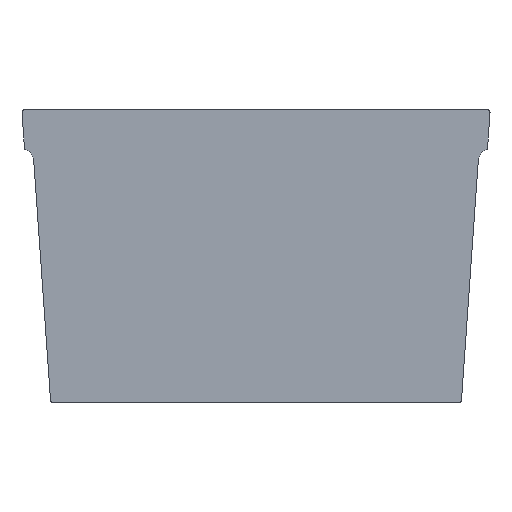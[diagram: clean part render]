
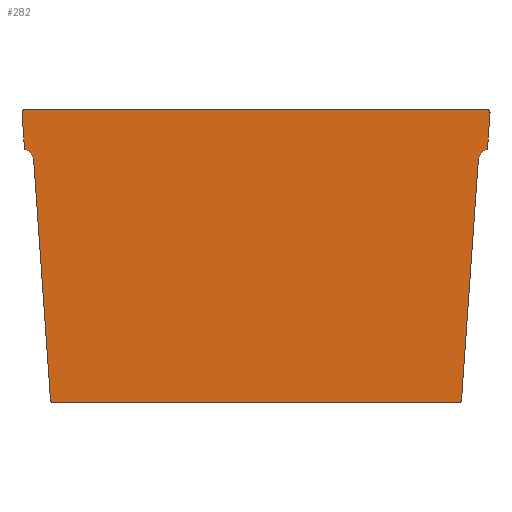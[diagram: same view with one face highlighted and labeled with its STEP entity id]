
A CAD part, left-side view. The second image highlights one B-rep face of the part: STEP entity #282.
In plain terms, the highlighted planar face has unit normal (-1, 0, 0).
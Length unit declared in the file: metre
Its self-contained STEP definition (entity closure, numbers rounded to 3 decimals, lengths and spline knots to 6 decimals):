
#20=LINE('',#442,#46);
#21=LINE('',#446,#47);
#22=LINE('',#450,#48);
#23=LINE('',#456,#49);
#24=LINE('',#460,#50);
#25=LINE('',#464,#51);
#46=VECTOR('',#351,1.);
#47=VECTOR('',#354,1.);
#48=VECTOR('',#357,1.);
#49=VECTOR('',#362,1.);
#50=VECTOR('',#365,1.);
#51=VECTOR('',#368,1.);
#72=ORIENTED_EDGE('',*,*,#156,.T.);
#73=ORIENTED_EDGE('',*,*,#157,.T.);
#74=ORIENTED_EDGE('',*,*,#158,.F.);
#75=ORIENTED_EDGE('',*,*,#159,.T.);
#76=ORIENTED_EDGE('',*,*,#160,.F.);
#77=ORIENTED_EDGE('',*,*,#161,.T.);
#78=ORIENTED_EDGE('',*,*,#162,.F.);
#79=ORIENTED_EDGE('',*,*,#163,.T.);
#80=ORIENTED_EDGE('',*,*,#164,.T.);
#81=ORIENTED_EDGE('',*,*,#165,.T.);
#82=ORIENTED_EDGE('',*,*,#166,.T.);
#83=ORIENTED_EDGE('',*,*,#167,.T.);
#84=ORIENTED_EDGE('',*,*,#168,.T.);
#85=ORIENTED_EDGE('',*,*,#169,.T.);
#156=EDGE_CURVE('',#198,#199,#226,.T.);
#157=EDGE_CURVE('',#199,#200,#227,.F.);
#158=EDGE_CURVE('',#201,#200,#20,.T.);
#159=EDGE_CURVE('',#201,#202,#228,.F.);
#160=EDGE_CURVE('',#203,#202,#21,.T.);
#161=EDGE_CURVE('',#203,#204,#229,.F.);
#162=EDGE_CURVE('',#205,#204,#22,.T.);
#163=EDGE_CURVE('',#205,#206,#230,.F.);
#164=EDGE_CURVE('',#206,#207,#231,.T.);
#165=EDGE_CURVE('',#207,#208,#23,.T.);
#166=EDGE_CURVE('',#208,#209,#232,.F.);
#167=EDGE_CURVE('',#209,#210,#24,.T.);
#168=EDGE_CURVE('',#210,#211,#233,.F.);
#169=EDGE_CURVE('',#211,#198,#25,.T.);
#198=VERTEX_POINT('',#438);
#199=VERTEX_POINT('',#439);
#200=VERTEX_POINT('',#441);
#201=VERTEX_POINT('',#443);
#202=VERTEX_POINT('',#445);
#203=VERTEX_POINT('',#447);
#204=VERTEX_POINT('',#449);
#205=VERTEX_POINT('',#451);
#206=VERTEX_POINT('',#453);
#207=VERTEX_POINT('',#455);
#208=VERTEX_POINT('',#457);
#209=VERTEX_POINT('',#459);
#210=VERTEX_POINT('',#461);
#211=VERTEX_POINT('',#463);
#226=CIRCLE('',#312,0.0044);
#227=CIRCLE('',#313,0.0005);
#228=CIRCLE('',#314,0.001);
#229=CIRCLE('',#315,0.001);
#230=CIRCLE('',#316,0.0005);
#231=CIRCLE('',#317,0.0044);
#232=CIRCLE('',#318,0.001);
#233=CIRCLE('',#319,0.001);
#242=EDGE_LOOP('',(#72,#73,#74,#75,#76,#77,#78,#79,#80,#81,#82,#83,#84,
#85));
#258=FACE_BOUND('',#242,.T.);
#274=PLANE('',#311);
#282=ADVANCED_FACE('',(#258),#274,.F.);
#311=AXIS2_PLACEMENT_3D('',#436,#345,#346);
#312=AXIS2_PLACEMENT_3D('',#437,#347,#348);
#313=AXIS2_PLACEMENT_3D('',#440,#349,#350);
#314=AXIS2_PLACEMENT_3D('',#444,#352,#353);
#315=AXIS2_PLACEMENT_3D('',#448,#355,#356);
#316=AXIS2_PLACEMENT_3D('',#452,#358,#359);
#317=AXIS2_PLACEMENT_3D('',#454,#360,#361);
#318=AXIS2_PLACEMENT_3D('',#458,#363,#364);
#319=AXIS2_PLACEMENT_3D('',#462,#366,#367);
#345=DIRECTION('',(1.,0.,0.));
#346=DIRECTION('',(0.,1.,0.));
#347=DIRECTION('',(1.,0.,0.));
#348=DIRECTION('',(0.,0.,-1.));
#349=DIRECTION('',(1.,0.,0.));
#350=DIRECTION('',(0.,0.,-1.));
#351=DIRECTION('',(0.,0.07,-0.998));
#352=DIRECTION('',(1.,0.,0.));
#353=DIRECTION('',(0.,0.,-1.));
#354=DIRECTION('',(0.,-1.,0.));
#355=DIRECTION('',(1.,0.,0.));
#356=DIRECTION('',(0.,0.,-1.));
#357=DIRECTION('',(0.,0.07,0.998));
#358=DIRECTION('',(1.,0.,0.));
#359=DIRECTION('',(0.,0.,-1.));
#360=DIRECTION('',(1.,0.,0.));
#361=DIRECTION('',(0.,0.,-1.));
#362=DIRECTION('',(0.,-0.07,-0.998));
#363=DIRECTION('',(1.,0.,0.));
#364=DIRECTION('',(0.,0.,-1.));
#365=DIRECTION('',(0.,-1.,0.));
#366=DIRECTION('',(1.,0.,0.));
#367=DIRECTION('',(0.,0.,-1.));
#368=DIRECTION('',(0.,-0.07,0.998));
#436=CARTESIAN_POINT('',(-0.0012,0.000271,-0.0648));
#437=CARTESIAN_POINT('',(-0.0012,-0.084075,-0.030744));
#438=CARTESIAN_POINT('',(-0.0012,-0.079686,-0.030437));
#439=CARTESIAN_POINT('',(-0.0012,-0.082656,-0.026579));
#440=CARTESIAN_POINT('',(-0.0012,-0.082495,-0.026106));
#441=CARTESIAN_POINT('',(-0.0012,-0.082994,-0.02614));
#442=CARTESIAN_POINT('',(-0.0012,-0.079899,-0.070406));
#443=CARTESIAN_POINT('',(-0.0012,-0.083887,-0.01337));
#444=CARTESIAN_POINT('',(-0.0012,-0.082889,-0.0133));
#445=CARTESIAN_POINT('',(-0.0012,-0.082889,-0.0123));
#446=CARTESIAN_POINT('',(-0.0012,0.000271,-0.0123));
#447=CARTESIAN_POINT('',(-0.0012,0.082889,-0.0123));
#448=CARTESIAN_POINT('',(-0.0012,0.082889,-0.0133));
#449=CARTESIAN_POINT('',(-0.0012,0.083887,-0.01337));
#450=CARTESIAN_POINT('',(-0.0012,0.079901,-0.070368));
#451=CARTESIAN_POINT('',(-0.0012,0.082994,-0.02614));
#452=CARTESIAN_POINT('',(-0.0012,0.082495,-0.026106));
#453=CARTESIAN_POINT('',(-0.0012,0.082656,-0.026579));
#454=CARTESIAN_POINT('',(-0.0012,0.084075,-0.030744));
#455=CARTESIAN_POINT('',(-0.0012,0.079686,-0.030437));
#456=CARTESIAN_POINT('',(-0.0012,0.076908,-0.070159));
#457=CARTESIAN_POINT('',(-0.0012,0.073677,-0.11637));
#458=CARTESIAN_POINT('',(-0.0012,0.07268,-0.1163));
#459=CARTESIAN_POINT('',(-0.0012,0.07268,-0.1173));
#460=CARTESIAN_POINT('',(-0.0012,0.000271,-0.1173));
#461=CARTESIAN_POINT('',(-0.0012,-0.07268,-0.1173));
#462=CARTESIAN_POINT('',(-0.0012,-0.07268,-0.1163));
#463=CARTESIAN_POINT('',(-0.0012,-0.073677,-0.11637));
#464=CARTESIAN_POINT('',(-0.0012,-0.076906,-0.070197));
